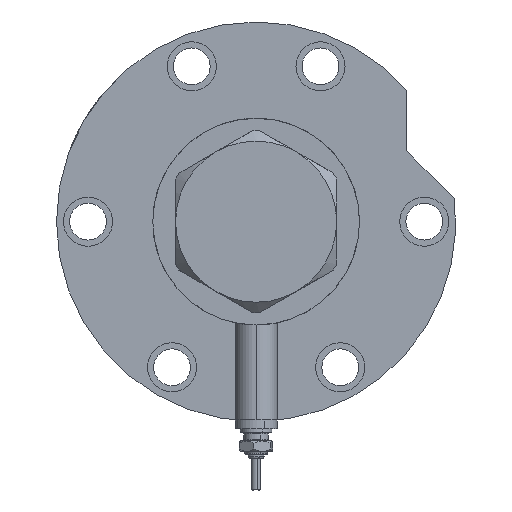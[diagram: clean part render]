
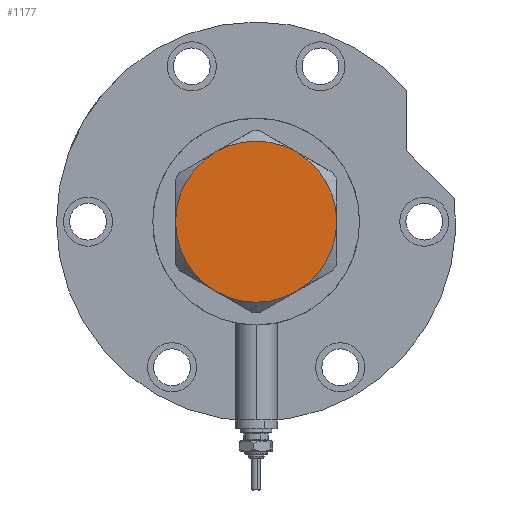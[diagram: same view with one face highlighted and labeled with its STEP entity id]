
A CAD part, left-side view. The second image highlights one B-rep face of the part: STEP entity #1177.
In plain terms, the highlighted face is planar.
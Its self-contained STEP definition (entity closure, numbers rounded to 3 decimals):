
#80 = DIRECTION ( 'NONE',  ( 1., 0., 0. ) ) ;
#128 = VERTEX_POINT ( 'NONE', #602 ) ;
#201 = CARTESIAN_POINT ( 'NONE',  ( -23., 0., 13. ) ) ;
#353 = CIRCLE ( 'NONE', #6201, 23. ) ;
#476 = CIRCLE ( 'NONE', #1349, 23. ) ;
#546 = DIRECTION ( 'NONE',  ( 0., 0., 1. ) ) ;
#602 = CARTESIAN_POINT ( 'NONE',  ( -11.5, 19.919, 13. ) ) ;
#681 = DIRECTION ( 'NONE',  ( 0., 0., 1. ) ) ;
#1007 = VERTEX_POINT ( 'NONE', #5160 ) ;
#1030 = AXIS2_PLACEMENT_3D ( 'NONE', #4313, #1204, #80 ) ;
#1177 = ADVANCED_FACE ( 'NONE', ( #2183 ), #6859, .T. ) ;
#1204 = DIRECTION ( 'NONE',  ( 0., 0., 1. ) ) ;
#1349 = AXIS2_PLACEMENT_3D ( 'NONE', #3426, #681, #4562 ) ;
#1421 = CARTESIAN_POINT ( 'NONE',  ( -11.5, -19.919, 13. ) ) ;
#1516 = EDGE_CURVE ( 'NONE', #2212, #1007, #353, .T. ) ;
#1624 = CARTESIAN_POINT ( 'NONE',  ( 0., 0., 13. ) ) ;
#1645 = AXIS2_PLACEMENT_3D ( 'NONE', #5085, #546, #3446 ) ;
#1654 = CARTESIAN_POINT ( 'NONE',  ( 0., 0., 13. ) ) ;
#1670 = CARTESIAN_POINT ( 'NONE',  ( 0., 0., 13. ) ) ;
#1747 = DIRECTION ( 'NONE',  ( 1., 0., 0. ) ) ;
#2093 = CARTESIAN_POINT ( 'NONE',  ( 0., 0., 13. ) ) ;
#2164 = EDGE_CURVE ( 'NONE', #2358, #3309, #476, .T. ) ;
#2183 = FACE_OUTER_BOUND ( 'NONE', #2192, .T. ) ;
#2192 = EDGE_LOOP ( 'NONE', ( #4545, #3186, #3660, #6064, #2730, #5728 ) ) ;
#2194 = DIRECTION ( 'NONE',  ( 0., 0., 1. ) ) ;
#2212 = VERTEX_POINT ( 'NONE', #4915 ) ;
#2358 = VERTEX_POINT ( 'NONE', #1421 ) ;
#2419 = EDGE_CURVE ( 'NONE', #1007, #128, #5984, .T. ) ;
#2730 = ORIENTED_EDGE ( 'NONE', *, *, #6746, .T. ) ;
#2947 = AXIS2_PLACEMENT_3D ( 'NONE', #1670, #2194, #1747 ) ;
#3186 = ORIENTED_EDGE ( 'NONE', *, *, #1516, .T. ) ;
#3199 = DIRECTION ( 'NONE',  ( 0., 0., 1. ) ) ;
#3309 = VERTEX_POINT ( 'NONE', #6257 ) ;
#3426 = CARTESIAN_POINT ( 'NONE',  ( 0., 0., 13. ) ) ;
#3446 = DIRECTION ( 'NONE',  ( 1., 0., 0. ) ) ;
#3660 = ORIENTED_EDGE ( 'NONE', *, *, #2419, .T. ) ;
#3957 = DIRECTION ( 'NONE',  ( 0., 0., 1. ) ) ;
#4313 = CARTESIAN_POINT ( 'NONE',  ( 0., 0., 13. ) ) ;
#4328 = CIRCLE ( 'NONE', #1030, 23. ) ;
#4515 = DIRECTION ( 'NONE',  ( 1., 0., 0. ) ) ;
#4545 = ORIENTED_EDGE ( 'NONE', *, *, #5149, .T. ) ;
#4558 = VERTEX_POINT ( 'NONE', #201 ) ;
#4562 = DIRECTION ( 'NONE',  ( 1., 0., 0. ) ) ;
#4915 = CARTESIAN_POINT ( 'NONE',  ( 23., 0., 13. ) ) ;
#4935 = CIRCLE ( 'NONE', #1645, 23. ) ;
#4994 = AXIS2_PLACEMENT_3D ( 'NONE', #2093, #3199, #4515 ) ;
#5085 = CARTESIAN_POINT ( 'NONE',  ( 0., 0., 13. ) ) ;
#5149 = EDGE_CURVE ( 'NONE', #3309, #2212, #6993, .T. ) ;
#5151 = DIRECTION ( 'NONE',  ( 0., 0., 1. ) ) ;
#5160 = CARTESIAN_POINT ( 'NONE',  ( 11.5, 19.919, 13. ) ) ;
#5728 = ORIENTED_EDGE ( 'NONE', *, *, #2164, .T. ) ;
#5984 = CIRCLE ( 'NONE', #4994, 23. ) ;
#6064 = ORIENTED_EDGE ( 'NONE', *, *, #6447, .T. ) ;
#6201 = AXIS2_PLACEMENT_3D ( 'NONE', #1654, #5151, #6300 ) ;
#6257 = CARTESIAN_POINT ( 'NONE',  ( 11.5, -19.919, 13. ) ) ;
#6278 = DIRECTION ( 'NONE',  ( 1., 0., 0. ) ) ;
#6300 = DIRECTION ( 'NONE',  ( 1., 0., 0. ) ) ;
#6447 = EDGE_CURVE ( 'NONE', #128, #4558, #4328, .T. ) ;
#6746 = EDGE_CURVE ( 'NONE', #4558, #2358, #4935, .T. ) ;
#6859 = PLANE ( 'NONE',  #7087 ) ;
#6993 = CIRCLE ( 'NONE', #2947, 23. ) ;
#7087 = AXIS2_PLACEMENT_3D ( 'NONE', #1624, #3957, #6278 ) ;
